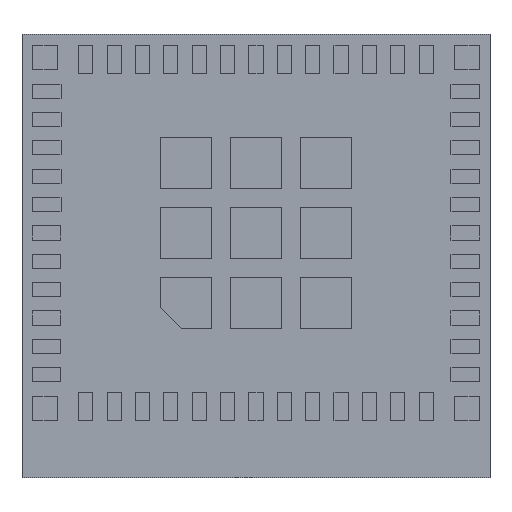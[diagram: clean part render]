
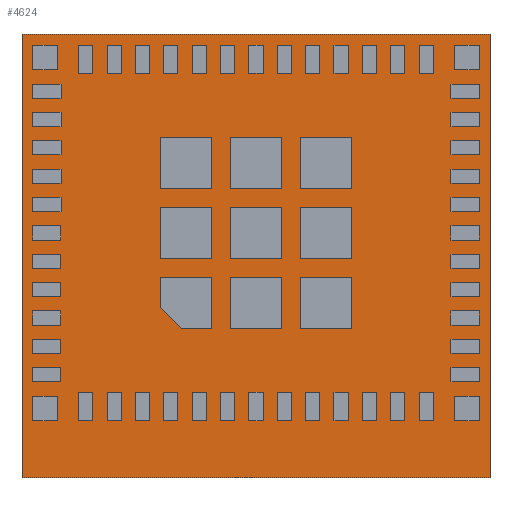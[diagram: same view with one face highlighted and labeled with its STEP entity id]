
A CAD part, front view. The second image highlights one B-rep face of the part: STEP entity #4624.
In plain terms, the highlighted face is planar.
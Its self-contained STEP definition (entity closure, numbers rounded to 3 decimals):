
#1149 = CARTESIAN_POINT ( 'NONE',  ( 13.2, 0., 0.034 ) ) ;
#2354 = CARTESIAN_POINT ( 'NONE',  ( 13.2, 12.5, 0.034 ) ) ;
#4624 = ADVANCED_FACE ( 'NONE', ( #12339 ), #78660, .F. ) ;
#4690 = VERTEX_POINT ( 'NONE', #22362 ) ;
#8992 = EDGE_CURVE ( 'NONE', #37647, #62057, #33293, .T. ) ;
#11209 = LINE ( 'NONE', #52468, #69398 ) ;
#12339 = FACE_OUTER_BOUND ( 'NONE', #63673, .T. ) ;
#12822 = CARTESIAN_POINT ( 'NONE',  ( 13.2, 12.5, 0.034 ) ) ;
#19322 = CARTESIAN_POINT ( 'NONE',  ( 6.6, 6.25, 0.034 ) ) ;
#22362 = CARTESIAN_POINT ( 'NONE',  ( 0., 0., 0.034 ) ) ;
#24240 = VECTOR ( 'NONE', #74700, 1000. ) ;
#27205 = CARTESIAN_POINT ( 'NONE',  ( 0., 0., 0.034 ) ) ;
#32906 = VECTOR ( 'NONE', #59721, 1000. ) ;
#33293 = LINE ( 'NONE', #39792, #68789 ) ;
#33683 = ORIENTED_EDGE ( 'NONE', *, *, #8992, .F. ) ;
#35924 = EDGE_CURVE ( 'NONE', #75573, #4690, #11209, .T. ) ;
#37647 = VERTEX_POINT ( 'NONE', #1149 ) ;
#39329 = DIRECTION ( 'NONE',  ( 1., 0., 0. ) ) ;
#39761 = DIRECTION ( 'NONE',  ( 0., 0., 1. ) ) ;
#39792 = CARTESIAN_POINT ( 'NONE',  ( 13.2, 0., 0.034 ) ) ;
#46423 = ORIENTED_EDGE ( 'NONE', *, *, #35924, .F. ) ;
#47278 = EDGE_CURVE ( 'NONE', #4690, #37647, #71332, .T. ) ;
#52468 = CARTESIAN_POINT ( 'NONE',  ( 0., 12.5, 0.034 ) ) ;
#55336 = ORIENTED_EDGE ( 'NONE', *, *, #67899, .F. ) ;
#55745 = LINE ( 'NONE', #2354, #24240 ) ;
#58847 = CARTESIAN_POINT ( 'NONE',  ( 0., 12.5, 0.034 ) ) ;
#59721 = DIRECTION ( 'NONE',  ( 1., 0., 0. ) ) ;
#62057 = VERTEX_POINT ( 'NONE', #12822 ) ;
#63673 = EDGE_LOOP ( 'NONE', ( #55336, #33683, #68475, #46423 ) ) ;
#64115 = DIRECTION ( 'NONE',  ( 0., -1., 0. ) ) ;
#67899 = EDGE_CURVE ( 'NONE', #62057, #75573, #55745, .T. ) ;
#68475 = ORIENTED_EDGE ( 'NONE', *, *, #47278, .F. ) ;
#68789 = VECTOR ( 'NONE', #78263, 1000. ) ;
#69398 = VECTOR ( 'NONE', #64115, 1000. ) ;
#71332 = LINE ( 'NONE', #27205, #32906 ) ;
#74700 = DIRECTION ( 'NONE',  ( -1., 0., 0. ) ) ;
#75573 = VERTEX_POINT ( 'NONE', #58847 ) ;
#78263 = DIRECTION ( 'NONE',  ( 0., 1., 0. ) ) ;
#78660 = PLANE ( 'NONE',  #83267 ) ;
#83267 = AXIS2_PLACEMENT_3D ( 'NONE', #19322, #39761, #39329 ) ;
